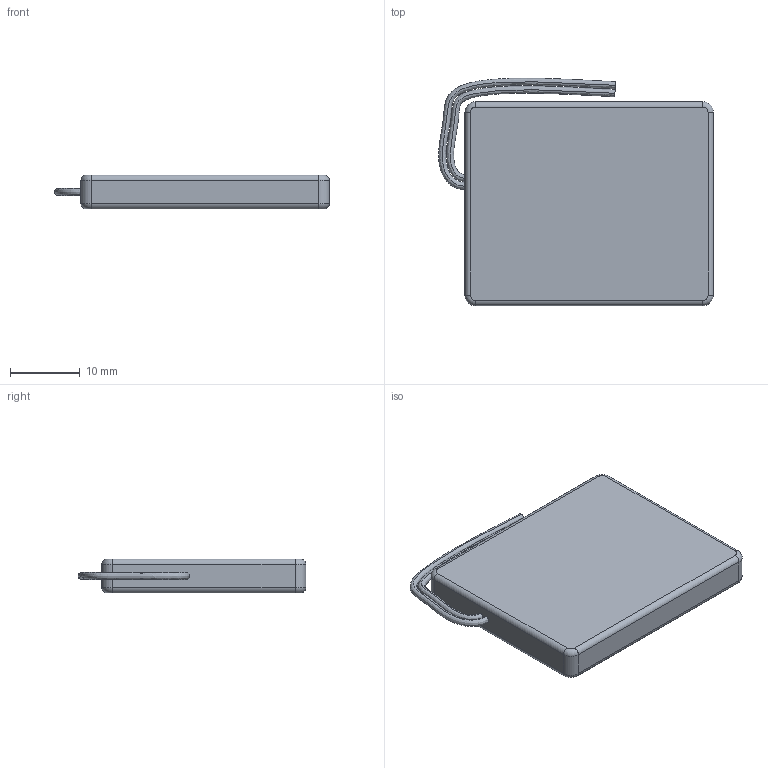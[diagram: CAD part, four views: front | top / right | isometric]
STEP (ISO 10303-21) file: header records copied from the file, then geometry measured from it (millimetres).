
FILE_DESCRIPTION (( 'STEP AP214' ), '1' );
FILE_NAME ('10000168.STEP', '2017-05-22T12:48:44', ( '' ), ( '' ), 'SwSTEP 2.0', 'SolidWorks 2016', '' );
FILE_SCHEMA (( 'AUTOMOTIVE_DESIGN' ));
Length unit declared in the file: inch
Products named in the file (1): 10000168
Bounding box: 39.33 x 32.58 x 4.83 mm (x, y, z)
Volume: 5031.5 mm3; surface area: 2837.3 mm2
Topology: 1 solids, 1 shells, 32 faces, 68 edges, 40 vertices
Faces by surface type: cylinder 12, plane 8, torus 8, bspline 4
Entity records: 1788 total; most frequent: CARTESIAN_POINT 997, DIRECTION 162, ORIENTED_EDGE 136, AXIS2_PLACEMENT_3D 69, EDGE_CURVE 68, VERTEX_POINT 40, CIRCLE 40, EDGE_LOOP 34
